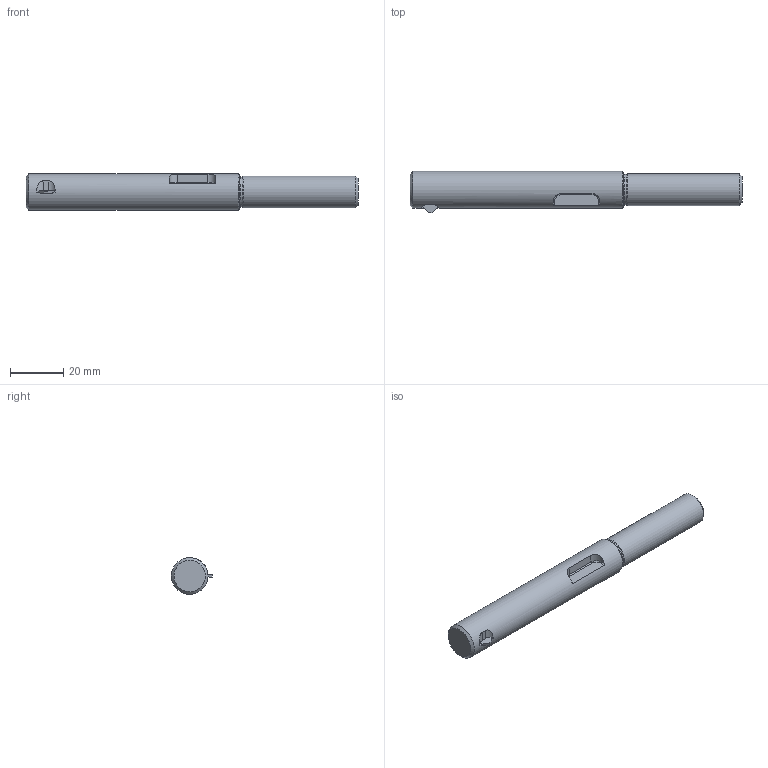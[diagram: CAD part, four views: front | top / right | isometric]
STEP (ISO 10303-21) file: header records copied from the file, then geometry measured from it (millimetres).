
FILE_DESCRIPTION(/* description */ (''),/* implementation_level */ '2;1');
FILE_NAME(/* name */ 'UB3022.stp',/* time_stamp */ '2024-04-04T10:24:00+03:00',/* author */ ('ido'),/* organization */ (''),/* preprocessor_version */ 'ST-DEVELOPER v18.1',/* originating_system */ 'Autodesk Inventor 2022',/* authorisation */ '');
FILE_SCHEMA (('AUTOMOTIVE_DESIGN { 1 0 10303 214 3 1 1 }'));
Length unit declared in the file: millimetre
Products named in the file (1): Ass-Uburr Ø14mm_Simplify_1
Bounding box: 125 x 15.54 x 13.8 mm (x, y, z)
Volume: 16836 mm3; surface area: 5473.2 mm2
Topology: 1 solids, 1 shells, 36 faces, 85 edges, 54 vertices
Faces by surface type: plane 17, cylinder 11, torus 4, cone 4
Full cylindrical faces by diameter (mm): 11.6 x1, 12 x1, 13.8 x1
Entity records: 1183 total; most frequent: CARTESIAN_POINT 242, DIRECTION 189, ORIENTED_EDGE 170, EDGE_CURVE 85, AXIS2_PLACEMENT_3D 73, VERTEX_POINT 54, LINE 43, VECTOR 43
